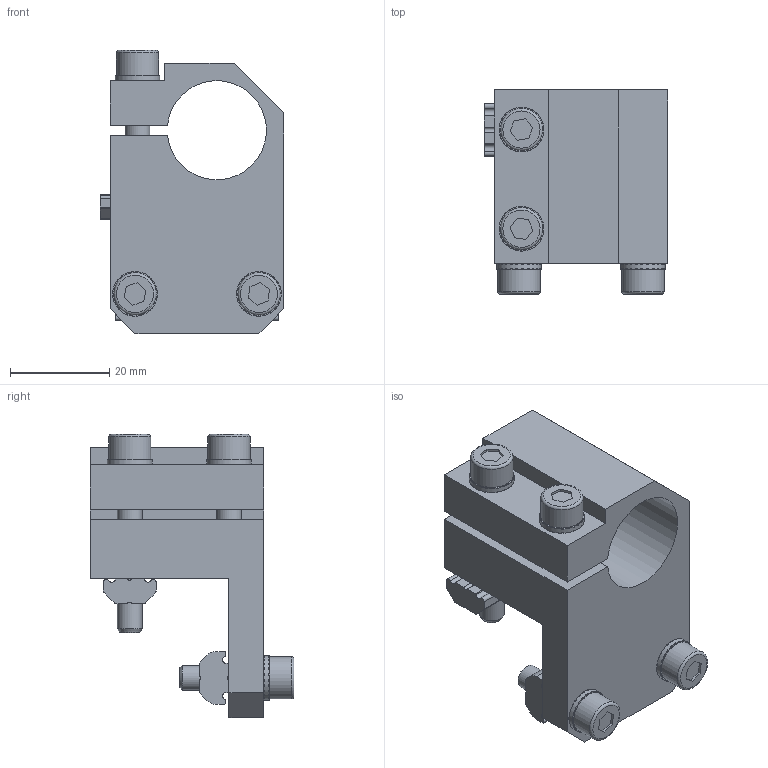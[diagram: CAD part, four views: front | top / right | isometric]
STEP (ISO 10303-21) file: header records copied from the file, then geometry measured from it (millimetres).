
FILE_DESCRIPTION(('STEP AP214'),'1');
FILE_NAME('CA.KSW.20.JU.stp','2017-08-30T06:45:16',(' '),(' '),'Spatial InterOp 3D',' ',' ');
FILE_SCHEMA(('automotive_design'));
Length unit declared in the file: millimetre
Products named in the file (8): R.5.SCH; V.TCE5x35; CA.GWP.5U; GWP.5U; V.TCE5x18; CA.GWP.5.25; KSW.20.JU
Assembly tree (12 placements, depth 3):
  (unnamed)
    R.5.SCH  x4
    V.TCE5x35
    CA.GWP.5U
      GWP.5U
    V.TCE5x18  x3
    CA.GWP.5.25
    KSW.20.JU
Bounding box: 37 x 41.1 x 57.1 mm (x, y, z)
Volume: 28042.9 mm3; surface area: 15658.6 mm2
Topology: 7 solids, 11 shells, 912 faces, 2669 edges, 1769 vertices
Faces by surface type: plane 849, cylinder 50, torus 8, cone 5
Full cylindrical faces by diameter (mm): 4.2 x1, 4.5 x3, 5 x4, 5.2 x3, 5.3 x4, 6.2 x2, 8.5 x4, 9 x4
Entity records: 12469 total; most frequent: CARTESIAN_POINT 1843, DIRECTION 1716, ORIENTED_EDGE 1672, EDGE_CURVE 836, AXIS2_PLACEMENT_3D 580, VERTEX_POINT 567, LINE 556, VECTOR 556
